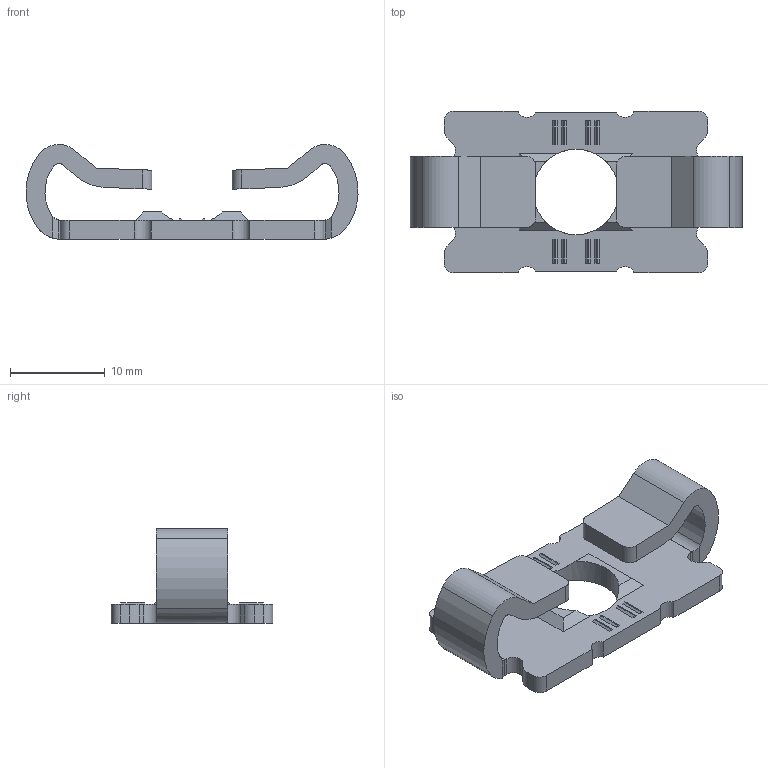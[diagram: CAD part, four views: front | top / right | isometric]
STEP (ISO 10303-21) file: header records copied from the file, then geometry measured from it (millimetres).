
FILE_DESCRIPTION (( 'STEP AP214' ), '1' );
FILE_NAME ('099f0840m08e.STEP', '2014-08-28T13:21:42', ( '' ), ( '' ), 'SwSTEP 2.0', 'SolidWorks 2014', '' );
FILE_SCHEMA (( 'AUTOMOTIVE_DESIGN' ));
Length unit declared in the file: millimetre
Products named in the file (1): 099f0840m08e
Bounding box: 34.99 x 17 x 10 mm (x, y, z)
Volume: 1385.6 mm3; surface area: 1860.7 mm2
Topology: 1 solids, 1 shells, 129 faces, 354 edges, 236 vertices
Faces by surface type: plane 89, cylinder 40
Entity records: 5545 total; most frequent: CARTESIAN_POINT 780, ORIENTED_EDGE 708, DIRECTION 674, EDGE_CURVE 354, LINE 254, VECTOR 254, VERTEX_POINT 236, AXIS2_PLACEMENT_3D 210
